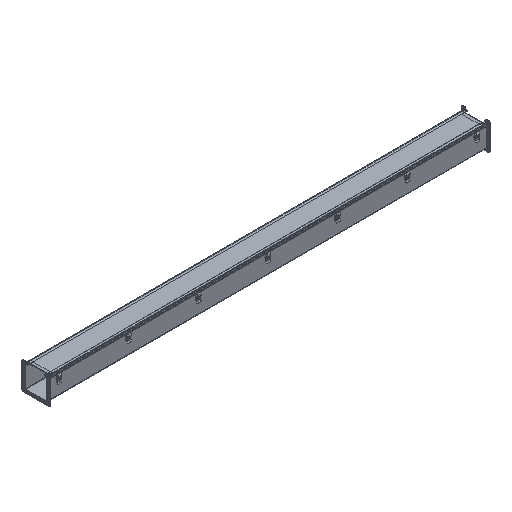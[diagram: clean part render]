
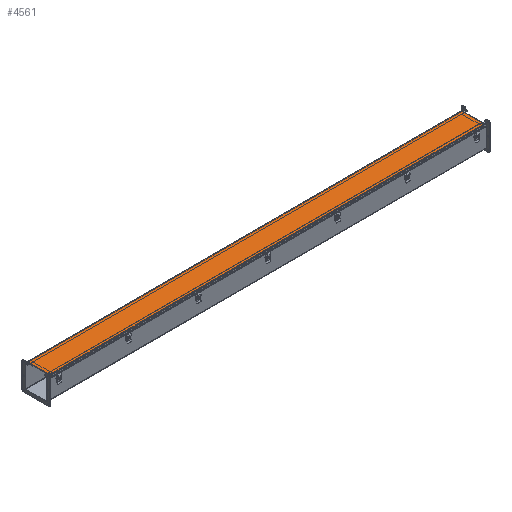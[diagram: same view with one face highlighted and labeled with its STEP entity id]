
A CAD part, isometric view. The second image highlights one B-rep face of the part: STEP entity #4561.
In plain terms, the highlighted planar face has unit normal (0, 0, 1).
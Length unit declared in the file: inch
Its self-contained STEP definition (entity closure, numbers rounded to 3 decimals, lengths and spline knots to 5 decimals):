
#642 = CARTESIAN_POINT ( 'NONE',  ( 59.25, 3.0785, 6.172 ) ) ;
#1799 = CARTESIAN_POINT ( 'NONE',  ( -59.218, -3.0805, 6.172 ) ) ;
#1868 = DIRECTION ( 'NONE',  ( 0., 1., 0. ) ) ;
#1978 = DIRECTION ( 'NONE',  ( 1., 0., 0. ) ) ;
#2809 = CARTESIAN_POINT ( 'NONE',  ( -59.218, 3.0785, 6.172 ) ) ;
#4561 = ADVANCED_FACE ( 'NONE', ( #26275 ), #10822, .T. ) ;
#5812 = ORIENTED_EDGE ( 'NONE', *, *, #22375, .T. ) ;
#6180 = CARTESIAN_POINT ( 'NONE',  ( -59.218, 3.0785, 6.172 ) ) ;
#6834 = CARTESIAN_POINT ( 'NONE',  ( 59.25, -3.1885, 6.172 ) ) ;
#9622 = ORIENTED_EDGE ( 'NONE', *, *, #21758, .T. ) ;
#9718 = AXIS2_PLACEMENT_3D ( 'NONE', #15792, #13144, #26634 ) ;
#10248 = CARTESIAN_POINT ( 'NONE',  ( -59.218, -3.0805, 6.172 ) ) ;
#10822 = PLANE ( 'NONE',  #9718 ) ;
#11878 = VECTOR ( 'NONE', #1978, 39.37008 ) ;
#12496 = CARTESIAN_POINT ( 'NONE',  ( -59.218, -3.1885, 6.172 ) ) ;
#13144 = DIRECTION ( 'NONE',  ( 0., 0., 1. ) ) ;
#15445 = VERTEX_POINT ( 'NONE', #10248 ) ;
#15792 = CARTESIAN_POINT ( 'NONE',  ( -59.218, -3.1885, 6.172 ) ) ;
#16546 = VERTEX_POINT ( 'NONE', #2809 ) ;
#16745 = VECTOR ( 'NONE', #1868, 39.37008 ) ;
#16970 = ORIENTED_EDGE ( 'NONE', *, *, #31196, .T. ) ;
#17220 = CARTESIAN_POINT ( 'NONE',  ( 59.25, -3.0805, 6.172 ) ) ;
#17634 = LINE ( 'NONE', #12496, #26504 ) ;
#21713 = ORIENTED_EDGE ( 'NONE', *, *, #23888, .T. ) ;
#21758 = EDGE_CURVE ( 'NONE', #16546, #15445, #17634, .T. ) ;
#22375 = EDGE_CURVE ( 'NONE', #27669, #16546, #30485, .T. ) ;
#23132 = LINE ( 'NONE', #6834, #16745 ) ;
#23312 = DIRECTION ( 'NONE',  ( 0., -1., 0. ) ) ;
#23888 = EDGE_CURVE ( 'NONE', #15445, #34877, #23951, .T. ) ;
#23951 = LINE ( 'NONE', #1799, #11878 ) ;
#26275 = FACE_OUTER_BOUND ( 'NONE', #34552, .T. ) ;
#26504 = VECTOR ( 'NONE', #23312, 39.37008 ) ;
#26634 = DIRECTION ( 'NONE',  ( 1., 0., 0. ) ) ;
#27669 = VERTEX_POINT ( 'NONE', #642 ) ;
#30485 = LINE ( 'NONE', #6180, #32759 ) ;
#30659 = DIRECTION ( 'NONE',  ( -1., 0., 0. ) ) ;
#31196 = EDGE_CURVE ( 'NONE', #34877, #27669, #23132, .T. ) ;
#32759 = VECTOR ( 'NONE', #30659, 39.37008 ) ;
#34552 = EDGE_LOOP ( 'NONE', ( #9622, #21713, #16970, #5812 ) ) ;
#34877 = VERTEX_POINT ( 'NONE', #17220 ) ;
